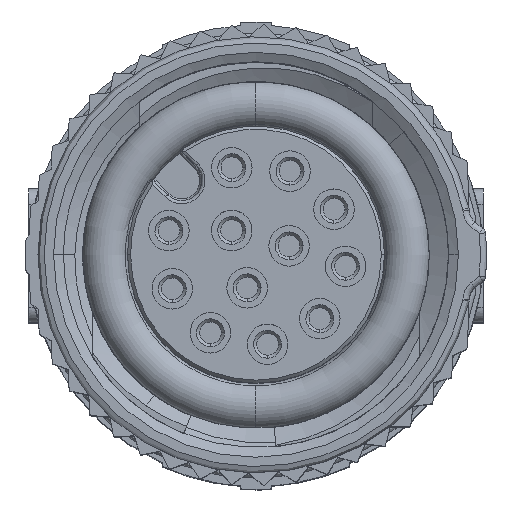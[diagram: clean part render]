
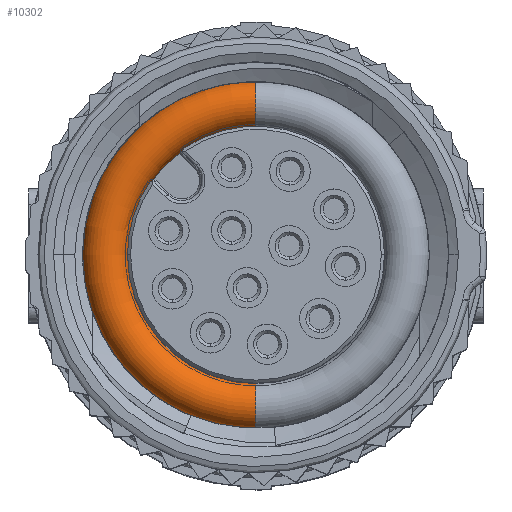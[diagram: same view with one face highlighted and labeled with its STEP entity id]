
A CAD part, top view. The second image highlights one B-rep face of the part: STEP entity #10302.
In plain terms, the highlighted toroidal (fillet/blend) face has major radius 4.845 mm and minor radius 0.75 mm.
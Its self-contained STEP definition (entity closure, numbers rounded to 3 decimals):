
#22 = VERTEX_POINT ( 'NONE', #6146 ) ;
#152 = B_SPLINE_CURVE_WITH_KNOTS ( 'NONE', 3,
 ( #6764, #6603, #14194, #5589, #4257, #15769, #14434, #13193, #2827, #2990, #9441, #7946, #7778 ),
 .UNSPECIFIED., .F., .F.,
 ( 4, 1, 1, 1, 1, 1, 1, 1, 1, 1, 4 ),
 ( 0.505, 0.55, 0.6, 0.65, 0.7, 0.75, 0.8, 0.85, 0.9, 0.95, 1. ),
 .UNSPECIFIED. ) ;
#186 = VERTEX_POINT ( 'NONE', #2088 ) ;
#381 = ORIENTED_EDGE ( 'NONE', *, *, #3028, .T. ) ;
#399 = EDGE_CURVE ( 'NONE', #22, #9218, #8995, .T. ) ;
#1065 = ORIENTED_EDGE ( 'NONE', *, *, #9298, .F. ) ;
#1246 = ORIENTED_EDGE ( 'NONE', *, *, #5722, .F. ) ;
#1350 = TOROIDAL_SURFACE ( 'NONE', #2700, 4.845, 0.75 ) ;
#1364 = ORIENTED_EDGE ( 'NONE', *, *, #6584, .F. ) ;
#1370 = CARTESIAN_POINT ( 'NONE',  ( 0., -5.595, 0.72 ) ) ;
#1570 = CARTESIAN_POINT ( 'NONE',  ( 0., -4.845, 0.72 ) ) ;
#1981 = CARTESIAN_POINT ( 'NONE',  ( -2.361, 3.358, 0.844 ) ) ;
#2088 = CARTESIAN_POINT ( 'NONE',  ( -2.322, 3.409, 0.93 ) ) ;
#2233 = EDGE_CURVE ( 'NONE', #10941, #186, #3900, .T. ) ;
#2275 = DIRECTION ( 'NONE',  ( 0., 0., 1. ) ) ;
#2700 = AXIS2_PLACEMENT_3D ( 'NONE', #7631, #2275, #9982 ) ;
#2721 = CARTESIAN_POINT ( 'NONE',  ( 0., 4.125, 0.93 ) ) ;
#2748 = CARTESIAN_POINT ( 'NONE',  ( -2.333, 3.401, 0.928 ) ) ;
#2827 = CARTESIAN_POINT ( 'NONE',  ( -3.382, 2.349, 0.904 ) ) ;
#2990 = CARTESIAN_POINT ( 'NONE',  ( -3.391, 2.343, 0.918 ) ) ;
#3028 = EDGE_CURVE ( 'NONE', #14926, #14459, #6847, .T. ) ;
#3207 = DIRECTION ( 'NONE',  ( 0., 0., 1. ) ) ;
#3212 = VERTEX_POINT ( 'NONE', #3543 ) ;
#3543 = CARTESIAN_POINT ( 'NONE',  ( -2.365, 3.343, 0.72 ) ) ;
#3732 = CIRCLE ( 'NONE', #5603, 4.125 ) ;
#3896 = ORIENTED_EDGE ( 'NONE', *, *, #399, .F. ) ;
#3900 = CIRCLE ( 'NONE', #8730, 4.125 ) ;
#4255 = CARTESIAN_POINT ( 'NONE',  ( -2.322, 3.409, 0.93 ) ) ;
#4257 = CARTESIAN_POINT ( 'NONE',  ( -3.352, 2.363, 0.818 ) ) ;
#4260 = CIRCLE ( 'NONE', #13323, 4.095 ) ;
#4418 = CARTESIAN_POINT ( 'NONE',  ( -2.365, 3.343, 0.721 ) ) ;
#4428 = DIRECTION ( 'NONE',  ( 0., 1., 0. ) ) ;
#4507 = CARTESIAN_POINT ( 'NONE',  ( -2.365, 3.343, 0.72 ) ) ;
#4553 = CARTESIAN_POINT ( 'NONE',  ( 0., 0., 0.72 ) ) ;
#4867 = AXIS2_PLACEMENT_3D ( 'NONE', #6340, #6415, #7837 ) ;
#5589 = CARTESIAN_POINT ( 'NONE',  ( -3.347, 2.364, 0.788 ) ) ;
#5603 = AXIS2_PLACEMENT_3D ( 'NONE', #12648, #8896, #15384 ) ;
#5677 = CARTESIAN_POINT ( 'NONE',  ( -2.358, 3.365, 0.867 ) ) ;
#5722 = EDGE_CURVE ( 'NONE', #14926, #10941, #12066, .T. ) ;
#5864 = DIRECTION ( 'NONE',  ( 0., 0., 1. ) ) ;
#6146 = CARTESIAN_POINT ( 'NONE',  ( -3.409, 2.322, 0.93 ) ) ;
#6157 = EDGE_CURVE ( 'NONE', #3212, #12018, #4260, .T. ) ;
#6313 = DIRECTION ( 'NONE',  ( 0., 0., 1. ) ) ;
#6340 = CARTESIAN_POINT ( 'NONE',  ( 0., 4.845, 0.72 ) ) ;
#6415 = DIRECTION ( 'NONE',  ( 1., 0., 0. ) ) ;
#6584 = EDGE_CURVE ( 'NONE', #9218, #6632, #3732, .T. ) ;
#6600 = CARTESIAN_POINT ( 'NONE',  ( -2.349, 3.382, 0.904 ) ) ;
#6603 = CARTESIAN_POINT ( 'NONE',  ( -3.343, 2.365, 0.731 ) ) ;
#6632 = VERTEX_POINT ( 'NONE', #9980 ) ;
#6764 = CARTESIAN_POINT ( 'NONE',  ( -3.343, 2.365, 0.72 ) ) ;
#6847 = CIRCLE ( 'NONE', #8196, 5.595 ) ;
#7021 = CARTESIAN_POINT ( 'NONE',  ( -2.364, 3.348, 0.79 ) ) ;
#7236 = ORIENTED_EDGE ( 'NONE', *, *, #2233, .F. ) ;
#7472 = DIRECTION ( 'NONE',  ( -0.826, 0.563, 0. ) ) ;
#7523 = CARTESIAN_POINT ( 'NONE',  ( 0., 5.595, 0.72 ) ) ;
#7565 = CARTESIAN_POINT ( 'NONE',  ( 0., 0., 0.72 ) ) ;
#7631 = CARTESIAN_POINT ( 'NONE',  ( 0., 0., 0.72 ) ) ;
#7778 = CARTESIAN_POINT ( 'NONE',  ( -3.409, 2.322, 0.93 ) ) ;
#7837 = DIRECTION ( 'NONE',  ( 0., 0.563, -0.827 ) ) ;
#7853 = CARTESIAN_POINT ( 'NONE',  ( -2.343, 3.391, 0.918 ) ) ;
#7946 = CARTESIAN_POINT ( 'NONE',  ( -3.407, 2.326, 0.93 ) ) ;
#8178 = EDGE_CURVE ( 'NONE', #12018, #22, #152, .T. ) ;
#8196 = AXIS2_PLACEMENT_3D ( 'NONE', #4553, #3207, #14479 ) ;
#8730 = AXIS2_PLACEMENT_3D ( 'NONE', #9624, #5864, #4428 ) ;
#8760 = DIRECTION ( 'NONE',  ( 1., 0., 0. ) ) ;
#8799 = ORIENTED_EDGE ( 'NONE', *, *, #6157, .F. ) ;
#8896 = DIRECTION ( 'NONE',  ( 0., 0., 1. ) ) ;
#8897 = CARTESIAN_POINT ( 'NONE',  ( 0., 0., 0.93 ) ) ;
#8995 = CIRCLE ( 'NONE', #12726, 4.125 ) ;
#9192 = ORIENTED_EDGE ( 'NONE', *, *, #11823, .F. ) ;
#9218 = VERTEX_POINT ( 'NONE', #15366 ) ;
#9298 = EDGE_CURVE ( 'NONE', #6632, #14459, #12559, .T. ) ;
#9441 = CARTESIAN_POINT ( 'NONE',  ( -3.401, 2.333, 0.928 ) ) ;
#9624 = CARTESIAN_POINT ( 'NONE',  ( 0., 0., 0.93 ) ) ;
#9772 = CARTESIAN_POINT ( 'NONE',  ( -2.365, 3.343, 0.735 ) ) ;
#9980 = CARTESIAN_POINT ( 'NONE',  ( 0., -4.125, 0.93 ) ) ;
#9982 = DIRECTION ( 'NONE',  ( 0., -1., 0. ) ) ;
#10183 = CARTESIAN_POINT ( 'NONE',  ( -3.343, 2.365, 0.72 ) ) ;
#10302 = ADVANCED_FACE ( 'NONE', ( #13897 ), #1350, .T. ) ;
#10753 = ORIENTED_EDGE ( 'NONE', *, *, #8178, .F. ) ;
#10941 = VERTEX_POINT ( 'NONE', #2721 ) ;
#11699 = CARTESIAN_POINT ( 'NONE',  ( -2.354, 3.373, 0.887 ) ) ;
#11823 = EDGE_CURVE ( 'NONE', #186, #3212, #14613, .T. ) ;
#11870 = DIRECTION ( 'NONE',  ( 0., 0.96, 0.28 ) ) ;
#12018 = VERTEX_POINT ( 'NONE', #10183 ) ;
#12066 = CIRCLE ( 'NONE', #4867, 0.75 ) ;
#12559 = CIRCLE ( 'NONE', #16280, 0.75 ) ;
#12648 = CARTESIAN_POINT ( 'NONE',  ( 0., 0., 0.93 ) ) ;
#12726 = AXIS2_PLACEMENT_3D ( 'NONE', #8897, #12809, #7472 ) ;
#12809 = DIRECTION ( 'NONE',  ( 0., 0., 1. ) ) ;
#13193 = CARTESIAN_POINT ( 'NONE',  ( -3.373, 2.354, 0.887 ) ) ;
#13323 = AXIS2_PLACEMENT_3D ( 'NONE', #7565, #6313, #8760 ) ;
#13363 = CARTESIAN_POINT ( 'NONE',  ( -2.363, 3.353, 0.819 ) ) ;
#13613 = CARTESIAN_POINT ( 'NONE',  ( -2.364, 3.344, 0.759 ) ) ;
#13897 = FACE_OUTER_BOUND ( 'NONE', #14848, .T. ) ;
#14192 = CARTESIAN_POINT ( 'NONE',  ( -2.326, 3.407, 0.93 ) ) ;
#14194 = CARTESIAN_POINT ( 'NONE',  ( -3.344, 2.364, 0.754 ) ) ;
#14361 = DIRECTION ( 'NONE',  ( 1., 0., 0. ) ) ;
#14434 = CARTESIAN_POINT ( 'NONE',  ( -3.365, 2.358, 0.867 ) ) ;
#14459 = VERTEX_POINT ( 'NONE', #1370 ) ;
#14479 = DIRECTION ( 'NONE',  ( 1., 0., 0. ) ) ;
#14613 = B_SPLINE_CURVE_WITH_KNOTS ( 'NONE', 3,
 ( #4255, #14192, #2748, #7853, #6600, #11699, #5677, #1981, #13363, #7021, #13613, #9772, #4418, #4507 ),
 .UNSPECIFIED., .F., .F.,
 ( 4, 1, 1, 1, 1, 1, 1, 1, 1, 1, 1, 4 ),
 ( 0., 0.05, 0.1, 0.15, 0.2, 0.25, 0.3, 0.35, 0.4, 0.45, 0.5, 0.505 ),
 .UNSPECIFIED. ) ;
#14848 = EDGE_LOOP ( 'NONE', ( #1246, #381, #1065, #1364, #3896, #10753, #8799, #9192, #7236 ) ) ;
#14926 = VERTEX_POINT ( 'NONE', #7523 ) ;
#15366 = CARTESIAN_POINT ( 'NONE',  ( -4.125, 0., 0.93 ) ) ;
#15384 = DIRECTION ( 'NONE',  ( -0.826, 0.563, 0. ) ) ;
#15769 = CARTESIAN_POINT ( 'NONE',  ( -3.358, 2.361, 0.844 ) ) ;
#16280 = AXIS2_PLACEMENT_3D ( 'NONE', #1570, #14361, #11870 ) ;
